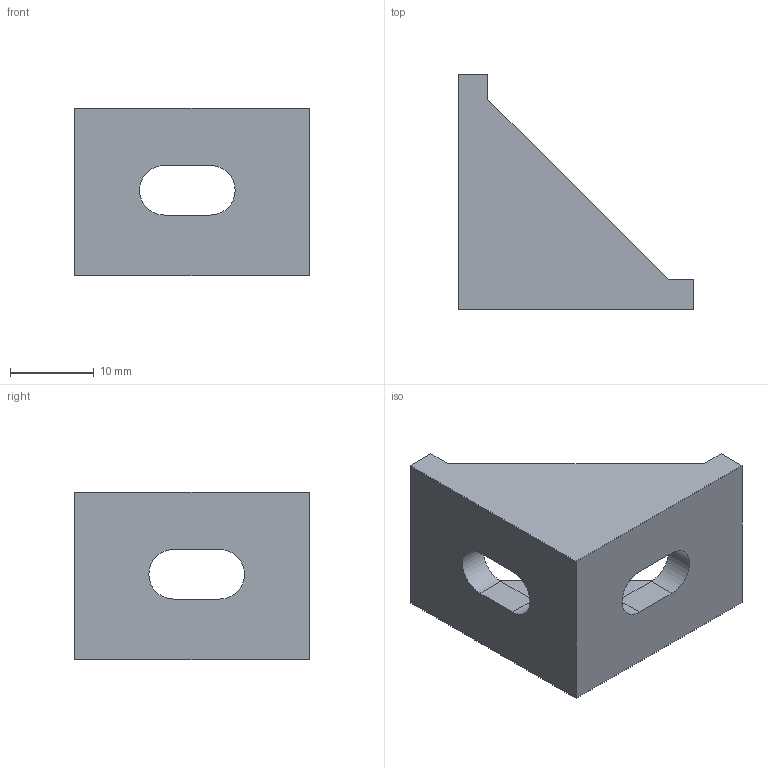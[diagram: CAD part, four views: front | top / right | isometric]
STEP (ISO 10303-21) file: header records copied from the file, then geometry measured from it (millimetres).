
FILE_DESCRIPTION(('FreeCAD Model'),'2;1');
FILE_NAME('Open CASCADE Shape Model','2025-11-26T23:32:51',('Author'),( ''),'Open CASCADE STEP processor 7.8','FreeCAD','Unknown');
FILE_SCHEMA(('AUTOMOTIVE_DESIGN { 1 0 10303 214 1 1 1 1 }'));
Length unit declared in the file: millimetre
Products named in the file (1): Body
Bounding box: 28 x 28 x 20 mm (x, y, z)
Volume: 4550.8 mm3; surface area: 3429.1 mm2
Topology: 1 solids, 1 shells, 25 faces, 63 edges, 40 vertices
Faces by surface type: plane 21, cylinder 4
Entity records: 767 total; most frequent: CARTESIAN_POINT 129, ORIENTED_EDGE 126, DIRECTION 123, EDGE_CURVE 63, LINE 55, VECTOR 55, VERTEX_POINT 40, AXIS2_PLACEMENT_3D 34
